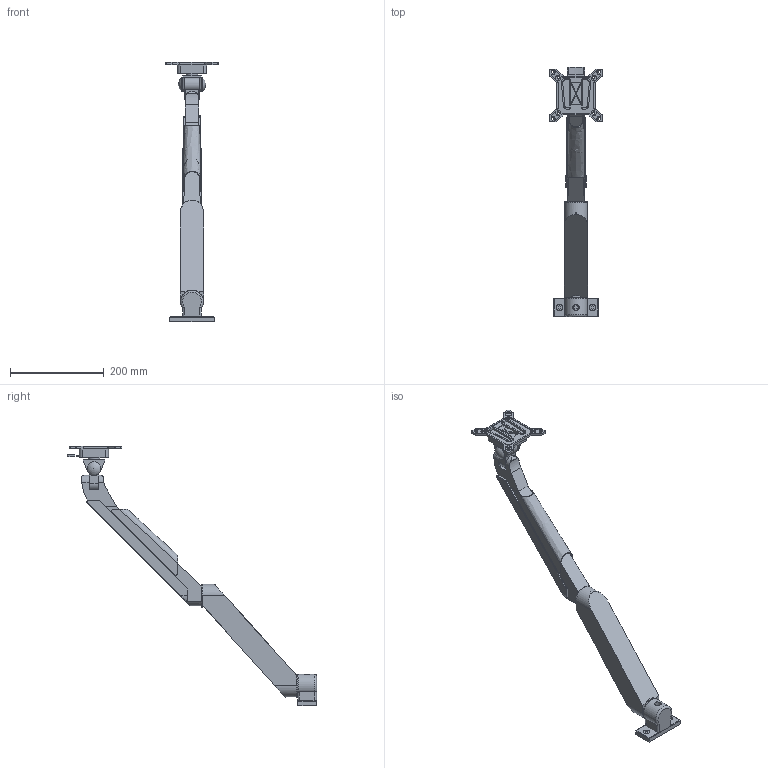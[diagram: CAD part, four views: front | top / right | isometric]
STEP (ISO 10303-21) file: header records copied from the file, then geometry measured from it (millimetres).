
FILE_DESCRIPTION(('STEP AP203'),'1');
FILE_NAME('ERGO00H2714.stp','2025-04-15T12:20:15',(' '),(' '),'Spatial InterOp 3D',' ',' ');
FILE_SCHEMA(('CONFIG_CONTROL_DESIGN'));
Length unit declared in the file: millimetre
Products named in the file (8): Support Ecran VESA 75/100, orientable 5 Axes, 20Kg; plaque support; Articulation1; Section1; section2; articulation2; Articulation3; support écran
Assembly tree (7 placements, depth 2):
  Support Ecran VESA 75/100, orientable 5 Axes, 20Kg
    plaque support
    Articulation1
    Section1
    section2
    articulation2
    Articulation3
    support écran
Bounding box: 111.6 x 530.26 x 551.55 mm (x, y, z)
Volume: 1513931.6 mm3; surface area: 229698.8 mm2
Topology: 7 solids, 8 shells, 437 faces, 1114 edges, 728 vertices
Faces by surface type: plane 258, cylinder 149, cone 14, torus 11, bspline 3, sphere 2
Full cylindrical faces by diameter (mm): 5 x8, 6.647 x1, 8.4 x1, 9 x2, 13.8 x6, 24 x2, 26 x2, 28 x9, 28.93 x1, 43 x1, 48 x2, 49 x1
Entity records: 14107 total; most frequent: CARTESIAN_POINT 2958, DIRECTION 2210, ORIENTED_EDGE 2088, EDGE_CURVE 1044, AXIS2_PLACEMENT_3D 762, VERTEX_POINT 718, LINE 686, VECTOR 686
